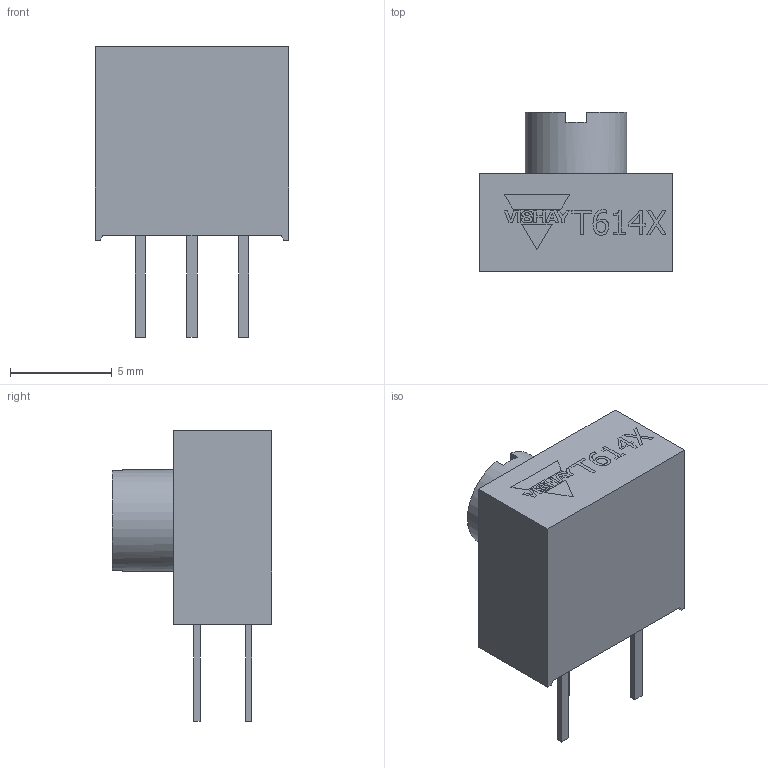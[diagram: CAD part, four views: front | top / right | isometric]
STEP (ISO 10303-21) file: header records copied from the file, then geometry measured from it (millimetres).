
FILE_DESCRIPTION(/* description */ ('Unknown'),/* implementation_level */ '2;1');
FILE_NAME(/* name */ 'M63-T614X',/* time_stamp */ '2018-01-22T09:53:49+01:00',/* author */ ('Unknown'),/* organization */ ('Unknown'),/* preprocessor_version */ 'ST-DEVELOPER v16.7',/* originating_system */ 'DEX',/* authorisation */ $);
FILE_SCHEMA (('AUTOMOTIVE_DESIGN {1 0 10303 214 3 1 1}'));
Length unit declared in the file: millimetre
Products named in the file (1): 1_11
Bounding box: 9.52 x 7.85 x 14.3 mm (x, y, z)
Volume: 487.4 mm3; surface area: 442.4 mm2
Topology: 1 solids, 1 shells, 255 faces, 654 edges, 436 vertices
Faces by surface type: plane 232, bspline 20, cylinder 3
Full cylindrical faces by diameter (mm): 0.5 x2, 5 x1
Entity records: 10204 total; most frequent: CARTESIAN_POINT 2877, ORIENTED_EDGE 1300, DIRECTION 813, EDGE_CURVE 650, VERTEX_POINT 435, LINE 323, VECTOR 323, B_SPLINE_CURVE_WITH_KNOTS 318
